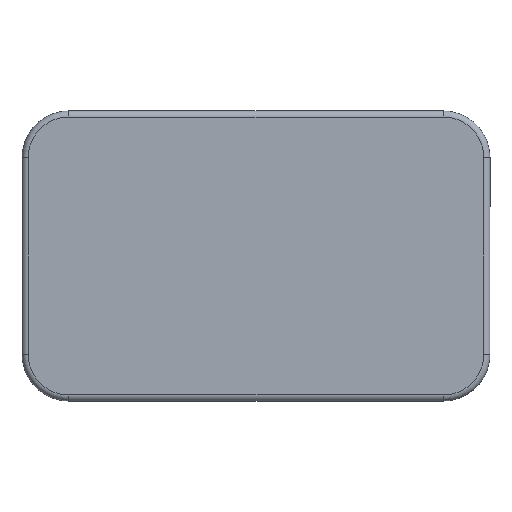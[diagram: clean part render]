
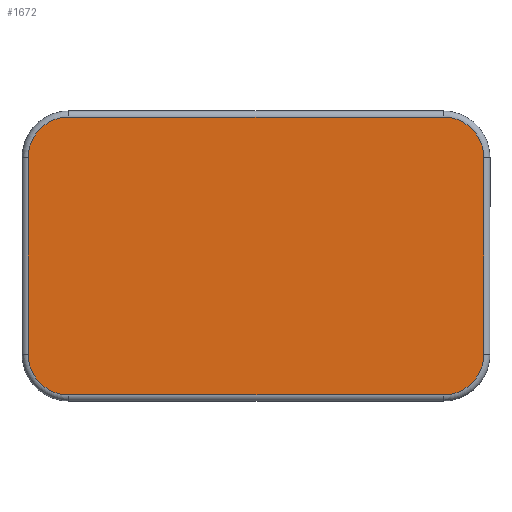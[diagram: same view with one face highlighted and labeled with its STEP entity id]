
A CAD part, front view. The second image highlights one B-rep face of the part: STEP entity #1672.
In plain terms, the highlighted planar face has unit normal (0, -1, 0).
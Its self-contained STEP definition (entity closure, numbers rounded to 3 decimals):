
#80 = CARTESIAN_POINT ( 'NONE',  ( -40., 0., -21. ) ) ;
#105 = ORIENTED_EDGE ( 'NONE', *, *, #926, .T. ) ;
#111 = AXIS2_PLACEMENT_3D ( 'NONE', #1726, #1546, #805 ) ;
#171 = DIRECTION ( 'NONE',  ( 0., 0., 1. ) ) ;
#191 = VECTOR ( 'NONE', #1254, 1000. ) ;
#206 = CARTESIAN_POINT ( 'NONE',  ( 40., 0., -21. ) ) ;
#243 = DIRECTION ( 'NONE',  ( 0., -1., 0. ) ) ;
#249 = EDGE_CURVE ( 'NONE', #474, #1839, #1863, .T. ) ;
#268 = CARTESIAN_POINT ( 'NONE',  ( 40., 0., -29.7 ) ) ;
#298 = VECTOR ( 'NONE', #1138, 1000. ) ;
#338 = AXIS2_PLACEMENT_3D ( 'NONE', #2305, #688, #677 ) ;
#471 = LINE ( 'NONE', #789, #1418 ) ;
#474 = VERTEX_POINT ( 'NONE', #1306 ) ;
#483 = DIRECTION ( 'NONE',  ( 0., 0., 1. ) ) ;
#506 = CIRCLE ( 'NONE', #928, 8.7 ) ;
#539 = EDGE_CURVE ( 'NONE', #1609, #474, #2112, .T. ) ;
#562 = EDGE_CURVE ( 'NONE', #1128, #1309, #954, .T. ) ;
#578 = CARTESIAN_POINT ( 'NONE',  ( 48.7, 0., 0. ) ) ;
#677 = DIRECTION ( 'NONE',  ( 0., 0., 1. ) ) ;
#688 = DIRECTION ( 'NONE',  ( 0., 1., 0. ) ) ;
#789 = CARTESIAN_POINT ( 'NONE',  ( -48.7, 0., 0. ) ) ;
#794 = DIRECTION ( 'NONE',  ( 1., 0., 0. ) ) ;
#798 = DIRECTION ( 'NONE',  ( 0., 0., -1. ) ) ;
#805 = DIRECTION ( 'NONE',  ( 0., 0., 1. ) ) ;
#841 = CARTESIAN_POINT ( 'NONE',  ( -40., 0., 29.7 ) ) ;
#890 = EDGE_CURVE ( 'NONE', #1839, #1855, #506, .T. ) ;
#903 = EDGE_LOOP ( 'NONE', ( #105, #1032, #2346, #1843, #1134, #1485, #1234, #2208 ) ) ;
#926 = EDGE_CURVE ( 'NONE', #953, #1609, #949, .T. ) ;
#928 = AXIS2_PLACEMENT_3D ( 'NONE', #2041, #1123, #171 ) ;
#949 = LINE ( 'NONE', #1882, #1219 ) ;
#953 = VERTEX_POINT ( 'NONE', #964 ) ;
#954 = CIRCLE ( 'NONE', #111, 8.7 ) ;
#964 = CARTESIAN_POINT ( 'NONE',  ( -40., 0., -29.7 ) ) ;
#975 = DIRECTION ( 'NONE',  ( 0., 0., 1. ) ) ;
#1012 = CIRCLE ( 'NONE', #1094, 8.7 ) ;
#1032 = ORIENTED_EDGE ( 'NONE', *, *, #539, .T. ) ;
#1043 = CARTESIAN_POINT ( 'NONE',  ( -48.7, 0., 21. ) ) ;
#1094 = AXIS2_PLACEMENT_3D ( 'NONE', #80, #1946, #483 ) ;
#1123 = DIRECTION ( 'NONE',  ( 0., -1., 0. ) ) ;
#1128 = VERTEX_POINT ( 'NONE', #841 ) ;
#1134 = ORIENTED_EDGE ( 'NONE', *, *, #2001, .T. ) ;
#1138 = DIRECTION ( 'NONE',  ( 0., 0., 1. ) ) ;
#1219 = VECTOR ( 'NONE', #794, 1000. ) ;
#1229 = CARTESIAN_POINT ( 'NONE',  ( -48.7, 0., -21. ) ) ;
#1234 = ORIENTED_EDGE ( 'NONE', *, *, #1535, .T. ) ;
#1254 = DIRECTION ( 'NONE',  ( -1., 0., 0. ) ) ;
#1306 = CARTESIAN_POINT ( 'NONE',  ( 48.7, 0., -21. ) ) ;
#1309 = VERTEX_POINT ( 'NONE', #1043 ) ;
#1382 = AXIS2_PLACEMENT_3D ( 'NONE', #206, #243, #975 ) ;
#1418 = VECTOR ( 'NONE', #798, 1000. ) ;
#1484 = LINE ( 'NONE', #2010, #191 ) ;
#1485 = ORIENTED_EDGE ( 'NONE', *, *, #562, .T. ) ;
#1535 = EDGE_CURVE ( 'NONE', #1309, #2186, #471, .T. ) ;
#1546 = DIRECTION ( 'NONE',  ( 0., -1., 0. ) ) ;
#1609 = VERTEX_POINT ( 'NONE', #268 ) ;
#1672 = ADVANCED_FACE ( 'NONE', ( #2294 ), #1750, .F. ) ;
#1726 = CARTESIAN_POINT ( 'NONE',  ( -40., 0., 21. ) ) ;
#1750 = PLANE ( 'NONE',  #338 ) ;
#1784 = CARTESIAN_POINT ( 'NONE',  ( 40., 0., 29.7 ) ) ;
#1839 = VERTEX_POINT ( 'NONE', #2324 ) ;
#1843 = ORIENTED_EDGE ( 'NONE', *, *, #890, .T. ) ;
#1855 = VERTEX_POINT ( 'NONE', #1784 ) ;
#1863 = LINE ( 'NONE', #578, #298 ) ;
#1882 = CARTESIAN_POINT ( 'NONE',  ( 0., 0., -29.7 ) ) ;
#1946 = DIRECTION ( 'NONE',  ( 0., -1., 0. ) ) ;
#2001 = EDGE_CURVE ( 'NONE', #1855, #1128, #1484, .T. ) ;
#2010 = CARTESIAN_POINT ( 'NONE',  ( 0., 0., 29.7 ) ) ;
#2041 = CARTESIAN_POINT ( 'NONE',  ( 40., 0., 21. ) ) ;
#2112 = CIRCLE ( 'NONE', #1382, 8.7 ) ;
#2186 = VERTEX_POINT ( 'NONE', #1229 ) ;
#2208 = ORIENTED_EDGE ( 'NONE', *, *, #2275, .T. ) ;
#2275 = EDGE_CURVE ( 'NONE', #2186, #953, #1012, .T. ) ;
#2294 = FACE_OUTER_BOUND ( 'NONE', #903, .T. ) ;
#2305 = CARTESIAN_POINT ( 'NONE',  ( 0., 0., 0. ) ) ;
#2324 = CARTESIAN_POINT ( 'NONE',  ( 48.7, 0., 21. ) ) ;
#2346 = ORIENTED_EDGE ( 'NONE', *, *, #249, .T. ) ;
